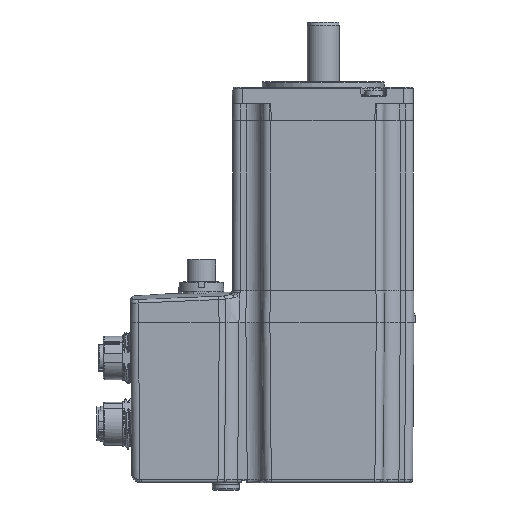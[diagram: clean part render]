
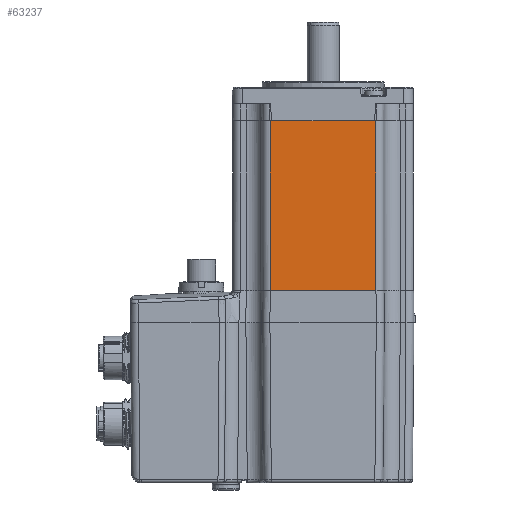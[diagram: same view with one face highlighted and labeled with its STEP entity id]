
A CAD part, front view. The second image highlights one B-rep face of the part: STEP entity #63237.
In plain terms, the highlighted planar face has unit normal (0, -1, 0).
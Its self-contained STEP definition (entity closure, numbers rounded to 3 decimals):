
#574 = EDGE_CURVE ( 'NONE', #16275, #42490, #66590, .T. ) ;
#6172 = DIRECTION ( 'NONE',  ( 0., 1., 0. ) ) ;
#9727 = LINE ( 'NONE', #40174, #112771 ) ;
#10314 = VERTEX_POINT ( 'NONE', #98236 ) ;
#14939 = DIRECTION ( 'NONE',  ( 1., 0., 0. ) ) ;
#16275 = VERTEX_POINT ( 'NONE', #82107 ) ;
#16368 = DIRECTION ( 'NONE',  ( 1., 0., 0. ) ) ;
#16772 = FACE_OUTER_BOUND ( 'NONE', #31090, .T. ) ;
#18053 = CARTESIAN_POINT ( 'NONE',  ( 16.019, -28.2, 10. ) ) ;
#22246 = ORIENTED_EDGE ( 'NONE', *, *, #39252, .T. ) ;
#23167 = CARTESIAN_POINT ( 'NONE',  ( 16.5, -28.2, 10. ) ) ;
#27147 = EDGE_CURVE ( 'NONE', #10314, #102261, #61116, .T. ) ;
#30667 = ORIENTED_EDGE ( 'NONE', *, *, #27147, .T. ) ;
#31090 = EDGE_LOOP ( 'NONE', ( #30667, #72881, #56115, #57691, #97560, #22246 ) ) ;
#34704 = VECTOR ( 'NONE', #14939, 1000. ) ;
#36867 = LINE ( 'NONE', #104229, #111925 ) ;
#39252 = EDGE_CURVE ( 'NONE', #97810, #10314, #9727, .T. ) ;
#40174 = CARTESIAN_POINT ( 'NONE',  ( -16.5, -28.2, -11. ) ) ;
#42490 = VERTEX_POINT ( 'NONE', #18053 ) ;
#43004 = VECTOR ( 'NONE', #95363, 1000. ) ;
#45690 = EDGE_CURVE ( 'NONE', #51610, #102261, #59378, .T. ) ;
#46812 = CARTESIAN_POINT ( 'NONE',  ( 16.5, -28.2, -11. ) ) ;
#51610 = VERTEX_POINT ( 'NONE', #23167 ) ;
#52866 = DIRECTION ( 'NONE',  ( 1., 0., 0. ) ) ;
#56115 = ORIENTED_EDGE ( 'NONE', *, *, #69558, .F. ) ;
#57691 = ORIENTED_EDGE ( 'NONE', *, *, #574, .F. ) ;
#59378 = LINE ( 'NONE', #46812, #87117 ) ;
#60683 = CARTESIAN_POINT ( 'NONE',  ( -16.5, -28.2, -11. ) ) ;
#61116 = LINE ( 'NONE', #112157, #34704 ) ;
#63237 = ADVANCED_FACE ( 'NONE', ( #16772 ), #114288, .F. ) ;
#66590 = LINE ( 'NONE', #111387, #43004 ) ;
#69558 = EDGE_CURVE ( 'NONE', #42490, #51610, #36867, .T. ) ;
#72881 = ORIENTED_EDGE ( 'NONE', *, *, #45690, .F. ) ;
#79543 = CARTESIAN_POINT ( 'NONE',  ( -16.5, -28.2, 10. ) ) ;
#81680 = DIRECTION ( 'NONE',  ( 0., 0., -1. ) ) ;
#82107 = CARTESIAN_POINT ( 'NONE',  ( -16.019, -28.2, 10. ) ) ;
#84467 = CARTESIAN_POINT ( 'NONE',  ( -16.5, -28.2, 10. ) ) ;
#85473 = CARTESIAN_POINT ( 'NONE',  ( 16.5, -28.2, -43. ) ) ;
#85850 = LINE ( 'NONE', #79543, #94204 ) ;
#87117 = VECTOR ( 'NONE', #81680, 1000. ) ;
#89166 = AXIS2_PLACEMENT_3D ( 'NONE', #60683, #6172, #96366 ) ;
#94204 = VECTOR ( 'NONE', #52866, 1000. ) ;
#95363 = DIRECTION ( 'NONE',  ( 1., 0., 0. ) ) ;
#95406 = EDGE_CURVE ( 'NONE', #97810, #16275, #85850, .T. ) ;
#96366 = DIRECTION ( 'NONE',  ( 0., 0., 1. ) ) ;
#97560 = ORIENTED_EDGE ( 'NONE', *, *, #95406, .F. ) ;
#97810 = VERTEX_POINT ( 'NONE', #84467 ) ;
#98236 = CARTESIAN_POINT ( 'NONE',  ( -16.5, -28.2, -43. ) ) ;
#102261 = VERTEX_POINT ( 'NONE', #85473 ) ;
#103438 = DIRECTION ( 'NONE',  ( 0., 0., -1. ) ) ;
#104229 = CARTESIAN_POINT ( 'NONE',  ( -16.5, -28.2, 10. ) ) ;
#111387 = CARTESIAN_POINT ( 'NONE',  ( -28.2, -28.2, 10. ) ) ;
#111925 = VECTOR ( 'NONE', #16368, 1000. ) ;
#112157 = CARTESIAN_POINT ( 'NONE',  ( -16.5, -28.2, -43. ) ) ;
#112771 = VECTOR ( 'NONE', #103438, 1000. ) ;
#114288 = PLANE ( 'NONE',  #89166 ) ;
